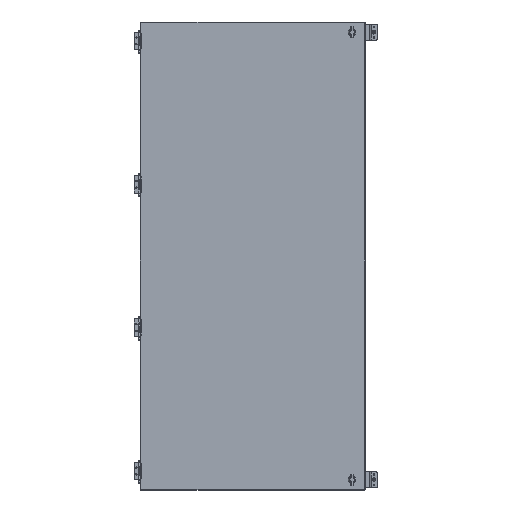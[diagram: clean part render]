
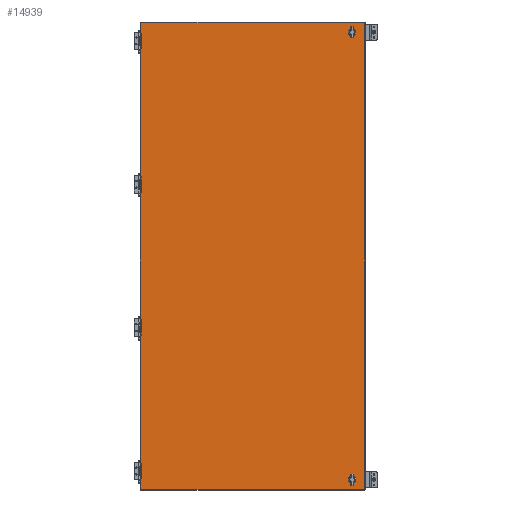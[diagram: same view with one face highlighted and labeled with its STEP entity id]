
A CAD part, top view. The second image highlights one B-rep face of the part: STEP entity #14939.
In plain terms, the highlighted planar face has unit normal (0, 0, 1).
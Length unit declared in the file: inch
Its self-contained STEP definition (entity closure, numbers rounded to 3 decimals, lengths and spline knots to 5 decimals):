
#205 = PLANE ( 'NONE',  #32722 ) ;
#2721 = EDGE_CURVE ( 'NONE', #49548, #45000, #36271, .T. ) ;
#3292 = VECTOR ( 'NONE', #17164, 39.37008 ) ;
#3541 = CARTESIAN_POINT ( 'NONE',  ( 0., -33.9, 0. ) ) ;
#6812 = ORIENTED_EDGE ( 'NONE', *, *, #2721, .T. ) ;
#7145 = EDGE_CURVE ( 'NONE', #13851, #19377, #17287, .T. ) ;
#11183 = VECTOR ( 'NONE', #20685, 39.37008 ) ;
#13231 = ORIENTED_EDGE ( 'NONE', *, *, #20632, .T. ) ;
#13256 = CARTESIAN_POINT ( 'NONE',  ( -16.2515, 0., 0. ) ) ;
#13851 = VERTEX_POINT ( 'NONE', #51148 ) ;
#14939 = ADVANCED_FACE ( 'NONE', ( #46865 ), #205, .F. ) ;
#16009 = LINE ( 'NONE', #39955, #35564 ) ;
#16727 = CARTESIAN_POINT ( 'NONE',  ( 0., 33.9, 0. ) ) ;
#17164 = DIRECTION ( 'NONE',  ( 0., -1., 0. ) ) ;
#17287 = LINE ( 'NONE', #3541, #11183 ) ;
#19377 = VERTEX_POINT ( 'NONE', #20764 ) ;
#19749 = ORIENTED_EDGE ( 'NONE', *, *, #7145, .T. ) ;
#19773 = CARTESIAN_POINT ( 'NONE',  ( 0., 0., 0. ) ) ;
#20632 = EDGE_CURVE ( 'NONE', #19377, #49548, #16009, .T. ) ;
#20685 = DIRECTION ( 'NONE',  ( 1., 0., 0. ) ) ;
#20764 = CARTESIAN_POINT ( 'NONE',  ( 16.2515, -33.9, 0. ) ) ;
#24355 = EDGE_LOOP ( 'NONE', ( #43950, #19749, #13231, #6812 ) ) ;
#24798 = DIRECTION ( 'NONE',  ( -1., 0., 0. ) ) ;
#25620 = EDGE_CURVE ( 'NONE', #45000, #13851, #38003, .T. ) ;
#27370 = DIRECTION ( 'NONE',  ( -1., 0., 0. ) ) ;
#32722 = AXIS2_PLACEMENT_3D ( 'NONE', #19773, #51033, #27370 ) ;
#32761 = CARTESIAN_POINT ( 'NONE',  ( 16.2515, 33.9, 0. ) ) ;
#34238 = VECTOR ( 'NONE', #24798, 39.37008 ) ;
#35564 = VECTOR ( 'NONE', #39438, 39.37008 ) ;
#36271 = LINE ( 'NONE', #16727, #34238 ) ;
#38003 = LINE ( 'NONE', #13256, #3292 ) ;
#39438 = DIRECTION ( 'NONE',  ( 0., 1., 0. ) ) ;
#39955 = CARTESIAN_POINT ( 'NONE',  ( 16.2515, 0., 0. ) ) ;
#43950 = ORIENTED_EDGE ( 'NONE', *, *, #25620, .T. ) ;
#45000 = VERTEX_POINT ( 'NONE', #47846 ) ;
#46865 = FACE_OUTER_BOUND ( 'NONE', #24355, .T. ) ;
#47846 = CARTESIAN_POINT ( 'NONE',  ( -16.2515, 33.9, 0. ) ) ;
#49548 = VERTEX_POINT ( 'NONE', #32761 ) ;
#51033 = DIRECTION ( 'NONE',  ( 0., 0., -1. ) ) ;
#51148 = CARTESIAN_POINT ( 'NONE',  ( -16.2515, -33.9, 0. ) ) ;
